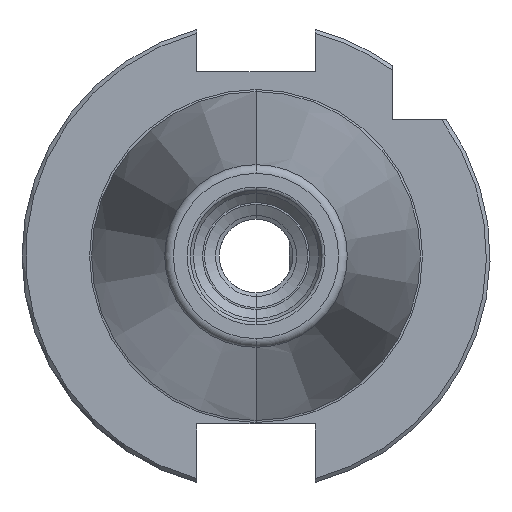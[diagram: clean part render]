
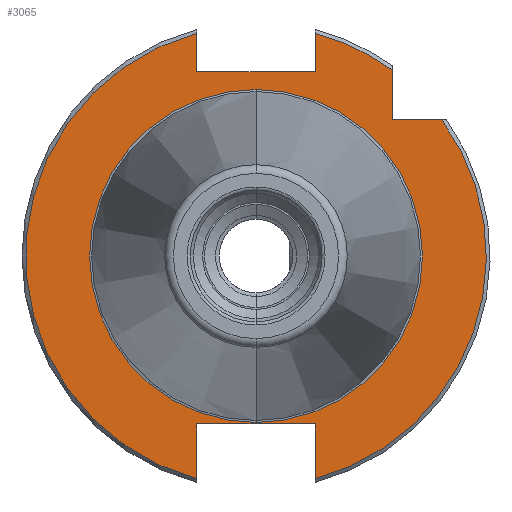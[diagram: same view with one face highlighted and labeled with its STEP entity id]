
A CAD part, left-side view. The second image highlights one B-rep face of the part: STEP entity #3065.
In plain terms, the highlighted planar face has unit normal (-1, 0, 0).
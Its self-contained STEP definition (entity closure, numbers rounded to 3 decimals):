
#12 = DIRECTION ( 'NONE',  ( 0., 0., -1. ) ) ;
#13 = DIRECTION ( 'NONE',  ( 1., 0., 0. ) ) ;
#14 = CARTESIAN_POINT ( 'NONE',  ( 71.6, 0., 0. ) ) ;
#65 = VERTEX_POINT ( 'NONE', #971 ) ;
#185 = EDGE_LOOP ( 'NONE', ( #3297, #3338 ) ) ;
#252 = EDGE_CURVE ( 'NONE', #1800, #2526, #1698, .T. ) ;
#262 = EDGE_CURVE ( 'NONE', #2192, #2286, #1654, .T. ) ;
#269 = EDGE_CURVE ( 'NONE', #1461, #2192, #1662, .T. ) ;
#272 = EDGE_CURVE ( 'NONE', #1685, #1626, #1615, .T. ) ;
#280 = EDGE_CURVE ( 'NONE', #2568, #1685, #1613, .T. ) ;
#289 = EDGE_CURVE ( 'NONE', #2526, #2568, #1576, .T. ) ;
#295 = EDGE_CURVE ( 'NONE', #2106, #1800, #1657, .T. ) ;
#302 = EDGE_CURVE ( 'NONE', #3170, #2106, #1567, .T. ) ;
#319 = EDGE_CURVE ( 'NONE', #469, #3170, #1521, .T. ) ;
#334 = EDGE_CURVE ( 'NONE', #1641, #65, #1486, .T. ) ;
#431 = AXIS2_PLACEMENT_3D ( 'NONE', #2346, #2338, #2326 ) ;
#469 = VERTEX_POINT ( 'NONE', #2242 ) ;
#476 = CARTESIAN_POINT ( 'NONE',  ( 71.6, 8.05, -30.221 ) ) ;
#542 = CARTESIAN_POINT ( 'NONE',  ( 71.6, -8.05, 25. ) ) ;
#599 = AXIS2_PLACEMENT_3D ( 'NONE', #14, #13, #12 ) ;
#770 = CARTESIAN_POINT ( 'NONE',  ( 71.6, 0., -22.6 ) ) ;
#852 = CARTESIAN_POINT ( 'NONE',  ( 71.6, -8.05, 30.221 ) ) ;
#934 = EDGE_LOOP ( 'NONE', ( #2973, #2975, #3069, #3078, #3126, #3168, #3171, #3216, #3247, #3255, #3295 ) ) ;
#938 = AXIS2_PLACEMENT_3D ( 'NONE', #1588, #1482, #1471 ) ;
#971 = CARTESIAN_POINT ( 'NONE',  ( 71.6, 0., 22.6 ) ) ;
#1016 = AXIS2_PLACEMENT_3D ( 'NONE', #1566, #1563, #1553 ) ;
#1204 = CARTESIAN_POINT ( 'NONE',  ( 71.6, -18.5, 25.217 ) ) ;
#1256 = CARTESIAN_POINT ( 'NONE',  ( 71.6, -8.05, -22.8 ) ) ;
#1397 = CIRCLE ( 'NONE', #431, 31.275 ) ;
#1445 = VECTOR ( 'NONE', #2984, 1000. ) ;
#1461 = VERTEX_POINT ( 'NONE', #1204 ) ;
#1471 = DIRECTION ( 'NONE',  ( 0., 0., 1. ) ) ;
#1482 = DIRECTION ( 'NONE',  ( -1., 0., 0. ) ) ;
#1486 = CIRCLE ( 'NONE', #2512, 22.6 ) ;
#1492 = VECTOR ( 'NONE', #3047, 1000. ) ;
#1521 = LINE ( 'NONE', #2955, #1445 ) ;
#1523 = VECTOR ( 'NONE', #3029, 1000. ) ;
#1552 = PLANE ( 'NONE',  #938 ) ;
#1553 = DIRECTION ( 'NONE',  ( 0., 0., -1. ) ) ;
#1563 = DIRECTION ( 'NONE',  ( 1., 0., 0. ) ) ;
#1564 = VECTOR ( 'NONE', #3040, 1000. ) ;
#1566 = CARTESIAN_POINT ( 'NONE',  ( 71.6, 0., 0. ) ) ;
#1567 = LINE ( 'NONE', #3035, #1492 ) ;
#1572 = VECTOR ( 'NONE', #3093, 1000. ) ;
#1576 = LINE ( 'NONE', #3076, #1564 ) ;
#1588 = CARTESIAN_POINT ( 'NONE',  ( 71.6, 22.6, 0. ) ) ;
#1611 = VECTOR ( 'NONE', #3106, 1000. ) ;
#1613 = LINE ( 'NONE', #3081, #1572 ) ;
#1615 = LINE ( 'NONE', #3136, #1611 ) ;
#1620 = VECTOR ( 'NONE', #3121, 1000. ) ;
#1626 = VERTEX_POINT ( 'NONE', #852 ) ;
#1641 = VERTEX_POINT ( 'NONE', #770 ) ;
#1654 = LINE ( 'NONE', #3195, #1620 ) ;
#1657 = LINE ( 'NONE', #3052, #1523 ) ;
#1662 = LINE ( 'NONE', #3095, #1702 ) ;
#1685 = VERTEX_POINT ( 'NONE', #542 ) ;
#1698 = CIRCLE ( 'NONE', #2531, 31.275 ) ;
#1702 = VECTOR ( 'NONE', #3163, 1000. ) ;
#1800 = VERTEX_POINT ( 'NONE', #476 ) ;
#1904 = CIRCLE ( 'NONE', #599, 31.275 ) ;
#2106 = VERTEX_POINT ( 'NONE', #3524 ) ;
#2192 = VERTEX_POINT ( 'NONE', #3436 ) ;
#2242 = CARTESIAN_POINT ( 'NONE',  ( 71.6, -8.05, -30.221 ) ) ;
#2286 = VERTEX_POINT ( 'NONE', #3317 ) ;
#2326 = DIRECTION ( 'NONE',  ( 0., 0., -1. ) ) ;
#2338 = DIRECTION ( 'NONE',  ( 1., 0., 0. ) ) ;
#2346 = CARTESIAN_POINT ( 'NONE',  ( 71.6, 0., 0. ) ) ;
#2512 = AXIS2_PLACEMENT_3D ( 'NONE', #2884, #2881, #2876 ) ;
#2526 = VERTEX_POINT ( 'NONE', #3117 ) ;
#2531 = AXIS2_PLACEMENT_3D ( 'NONE', #3159, #3148, #3143 ) ;
#2568 = VERTEX_POINT ( 'NONE', #3119 ) ;
#2876 = DIRECTION ( 'NONE',  ( 0., 0., -1. ) ) ;
#2881 = DIRECTION ( 'NONE',  ( 1., 0., 0. ) ) ;
#2884 = CARTESIAN_POINT ( 'NONE',  ( 71.6, 0., 0. ) ) ;
#2955 = CARTESIAN_POINT ( 'NONE',  ( 71.6, -8.05, 0. ) ) ;
#2973 = ORIENTED_EDGE ( 'NONE', *, *, #262, .F. ) ;
#2975 = ORIENTED_EDGE ( 'NONE', *, *, #269, .F. ) ;
#2984 = DIRECTION ( 'NONE',  ( 0., 0., 1. ) ) ;
#3029 = DIRECTION ( 'NONE',  ( 0., 0., -1. ) ) ;
#3035 = CARTESIAN_POINT ( 'NONE',  ( 71.6, 8.05, -22.8 ) ) ;
#3040 = DIRECTION ( 'NONE',  ( 0., 0., -1. ) ) ;
#3047 = DIRECTION ( 'NONE',  ( 0., 1., 0. ) ) ;
#3051 = EDGE_CURVE ( 'NONE', #65, #1641, #3305, .T. ) ;
#3052 = CARTESIAN_POINT ( 'NONE',  ( 71.6, 8.05, -22.8 ) ) ;
#3065 = ADVANCED_FACE ( 'NONE', ( #3301, #3219 ), #1552, .T. ) ;
#3069 = ORIENTED_EDGE ( 'NONE', *, *, #3681, .F. ) ;
#3076 = CARTESIAN_POINT ( 'NONE',  ( 71.6, 8.05, 0. ) ) ;
#3078 = ORIENTED_EDGE ( 'NONE', *, *, #272, .F. ) ;
#3081 = CARTESIAN_POINT ( 'NONE',  ( 71.6, -8.05, 25. ) ) ;
#3093 = DIRECTION ( 'NONE',  ( 0., -1., 0. ) ) ;
#3095 = CARTESIAN_POINT ( 'NONE',  ( 71.6, -18.5, 0. ) ) ;
#3106 = DIRECTION ( 'NONE',  ( 0., 0., 1. ) ) ;
#3117 = CARTESIAN_POINT ( 'NONE',  ( 71.6, 8.05, 30.221 ) ) ;
#3119 = CARTESIAN_POINT ( 'NONE',  ( 71.6, 8.05, 25. ) ) ;
#3121 = DIRECTION ( 'NONE',  ( 0., -1., 0. ) ) ;
#3126 = ORIENTED_EDGE ( 'NONE', *, *, #280, .F. ) ;
#3136 = CARTESIAN_POINT ( 'NONE',  ( 71.6, -8.05, 25. ) ) ;
#3143 = DIRECTION ( 'NONE',  ( 0., 0., -1. ) ) ;
#3148 = DIRECTION ( 'NONE',  ( 1., 0., 0. ) ) ;
#3159 = CARTESIAN_POINT ( 'NONE',  ( 71.6, 0., 0. ) ) ;
#3163 = DIRECTION ( 'NONE',  ( 0., 0., -1. ) ) ;
#3168 = ORIENTED_EDGE ( 'NONE', *, *, #289, .F. ) ;
#3170 = VERTEX_POINT ( 'NONE', #1256 ) ;
#3171 = ORIENTED_EDGE ( 'NONE', *, *, #252, .F. ) ;
#3195 = CARTESIAN_POINT ( 'NONE',  ( 71.6, -36.79, 18.5 ) ) ;
#3216 = ORIENTED_EDGE ( 'NONE', *, *, #295, .F. ) ;
#3219 = FACE_BOUND ( 'NONE', #185, .T. ) ;
#3247 = ORIENTED_EDGE ( 'NONE', *, *, #302, .F. ) ;
#3255 = ORIENTED_EDGE ( 'NONE', *, *, #319, .F. ) ;
#3295 = ORIENTED_EDGE ( 'NONE', *, *, #3492, .F. ) ;
#3297 = ORIENTED_EDGE ( 'NONE', *, *, #334, .T. ) ;
#3301 = FACE_OUTER_BOUND ( 'NONE', #934, .T. ) ;
#3305 = CIRCLE ( 'NONE', #1016, 22.6 ) ;
#3317 = CARTESIAN_POINT ( 'NONE',  ( 71.6, -25.217, 18.5 ) ) ;
#3338 = ORIENTED_EDGE ( 'NONE', *, *, #3051, .T. ) ;
#3436 = CARTESIAN_POINT ( 'NONE',  ( 71.6, -18.5, 18.5 ) ) ;
#3492 = EDGE_CURVE ( 'NONE', #2286, #469, #1904, .T. ) ;
#3524 = CARTESIAN_POINT ( 'NONE',  ( 71.6, 8.05, -22.8 ) ) ;
#3681 = EDGE_CURVE ( 'NONE', #1626, #1461, #1397, .T. ) ;
